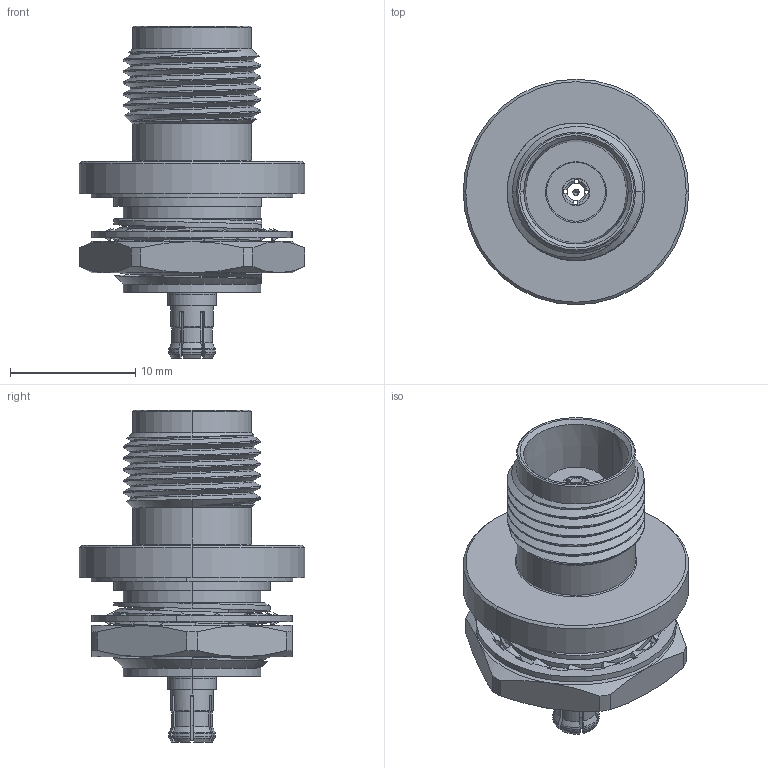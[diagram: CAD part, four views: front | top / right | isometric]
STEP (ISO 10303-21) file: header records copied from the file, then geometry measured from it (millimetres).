
FILE_DESCRIPTION (( 'STEP AP214' ), '1' );
FILE_NAME ('74-2545-541-Q3.STEP', '2025-09-15T18:32:58', ( '' ), ( '' ), 'SwSTEP 2.0', 'SolidWorks 2025', '' );
FILE_SCHEMA (( 'AUTOMOTIVE_DESIGN' ));
Length unit declared in the file: millimetre
Products named in the file (1): 74-2545-541-Q3
Bounding box: 18 x 18 x 26.5 mm (x, y, z)
Surface area: 2728 mm2 (no closed solid volume)
Topology: 0 solids, 9 shells, 302 faces, 981 edges, 657 vertices
Faces by surface type: cylinder 85, plane 79, cone 68, bspline 54, torus 16
Entity records: 14545 total; most frequent: CARTESIAN_POINT 6713, ORIENTED_EDGE 1676, DIRECTION 1434, EDGE_CURVE 981, VERTEX_POINT 657, AXIS2_PLACEMENT_3D 509, VECTOR 416, LINE 416
